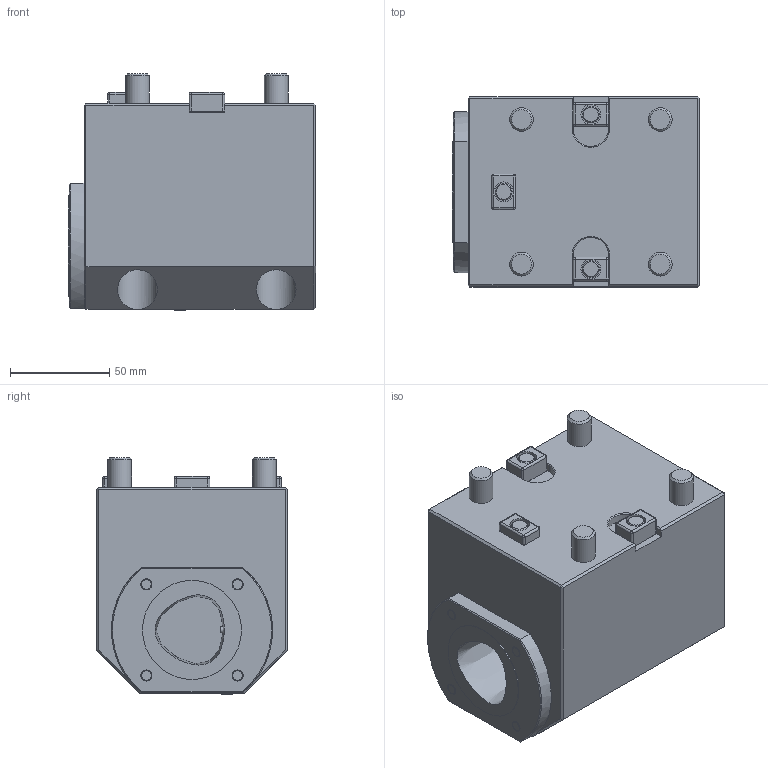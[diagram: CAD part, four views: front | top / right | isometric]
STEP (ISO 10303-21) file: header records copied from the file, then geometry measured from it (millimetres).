
FILE_DESCRIPTION(/* description */ (''),/* implementation_level */ '2;1');
FILE_NAME(/* name */ '1612446488024.stp',/* time_stamp */ '2021-02-04T19:18:23+06:00',/* author */ (''),/* organization */ ('SMS'),/* preprocessor_version */ 'ST-DEVELOPER v16.7',/* originating_system */ 'SIEMENS PLM Software NX 12.0',/* authorisation */ '');
FILE_SCHEMA (('AUTOMOTIVE_DESIGN { 1 0 10303 214 3 1 1 1 }'));
Length unit declared in the file: millimetre
Products named in the file (1): 203357039mod000_00
Bounding box: 125 x 96 x 119.55 mm (x, y, z)
Volume: 1111162.8 mm3; surface area: 80246.9 mm2
Topology: 1 solids, 1 shells, 184 faces, 437 edges, 258 vertices
Faces by surface type: plane 96, cylinder 48, cone 22, sphere 17, bspline 1
Full cylindrical faces by diameter (mm): 3 x1, 8.5 x3, 10 x3, 12 x4, 18 x4, 20 x4, 50 x1
Entity records: 5017 total; most frequent: CARTESIAN_POINT 1021, DIRECTION 858, ORIENTED_EDGE 722, EDGE_CURVE 361, AXIS2_PLACEMENT_3D 327, EDGE_LOOP 250, VERTEX_POINT 237, LINE 204
